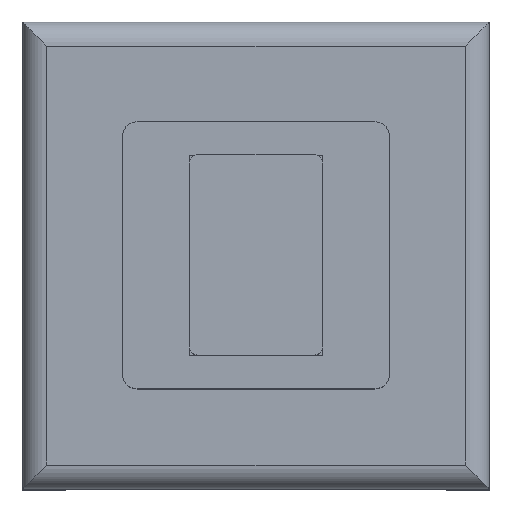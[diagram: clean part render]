
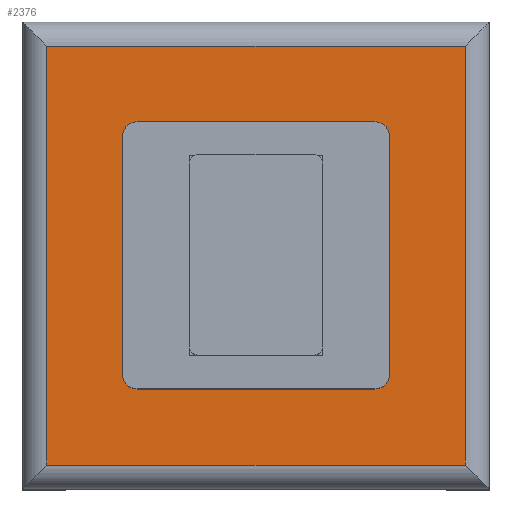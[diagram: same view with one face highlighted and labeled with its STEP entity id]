
A CAD part, top view. The second image highlights one B-rep face of the part: STEP entity #2376.
In plain terms, the highlighted planar face has unit normal (0, 0, 1).
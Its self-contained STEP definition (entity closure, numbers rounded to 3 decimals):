
#34=CIRCLE('',#2494,0.217);
#35=CIRCLE('',#2495,0.217);
#36=CIRCLE('',#2496,0.217);
#37=CIRCLE('',#2497,0.217);
#314=ORIENTED_EDGE('',*,*,#703,.T.);
#315=ORIENTED_EDGE('',*,*,#704,.T.);
#316=ORIENTED_EDGE('',*,*,#705,.T.);
#317=ORIENTED_EDGE('',*,*,#706,.T.);
#318=ORIENTED_EDGE('',*,*,#707,.F.);
#319=ORIENTED_EDGE('',*,*,#708,.T.);
#320=ORIENTED_EDGE('',*,*,#709,.F.);
#321=ORIENTED_EDGE('',*,*,#710,.T.);
#322=ORIENTED_EDGE('',*,*,#711,.F.);
#323=ORIENTED_EDGE('',*,*,#712,.T.);
#324=ORIENTED_EDGE('',*,*,#713,.F.);
#325=ORIENTED_EDGE('',*,*,#714,.T.);
#703=EDGE_CURVE('',#906,#907,#1091,.T.);
#704=EDGE_CURVE('',#907,#908,#1092,.T.);
#705=EDGE_CURVE('',#908,#909,#1093,.T.);
#706=EDGE_CURVE('',#909,#906,#1094,.T.);
#707=EDGE_CURVE('',#910,#911,#1095,.T.);
#708=EDGE_CURVE('',#910,#912,#34,.F.);
#709=EDGE_CURVE('',#913,#912,#1096,.T.);
#710=EDGE_CURVE('',#913,#914,#35,.F.);
#711=EDGE_CURVE('',#915,#914,#1097,.T.);
#712=EDGE_CURVE('',#915,#916,#36,.F.);
#713=EDGE_CURVE('',#917,#916,#1098,.T.);
#714=EDGE_CURVE('',#917,#911,#37,.F.);
#906=VERTEX_POINT('',#3330);
#907=VERTEX_POINT('',#3331);
#908=VERTEX_POINT('',#3333);
#909=VERTEX_POINT('',#3335);
#910=VERTEX_POINT('',#3338);
#911=VERTEX_POINT('',#3339);
#912=VERTEX_POINT('',#3341);
#913=VERTEX_POINT('',#3343);
#914=VERTEX_POINT('',#3345);
#915=VERTEX_POINT('',#3347);
#916=VERTEX_POINT('',#3349);
#917=VERTEX_POINT('',#3351);
#1091=LINE('',#3329,#1291);
#1092=LINE('',#3332,#1292);
#1093=LINE('',#3334,#1293);
#1094=LINE('',#3336,#1294);
#1095=LINE('',#3337,#1295);
#1096=LINE('',#3342,#1296);
#1097=LINE('',#3346,#1297);
#1098=LINE('',#3350,#1298);
#1291=VECTOR('',#2813,1000.);
#1292=VECTOR('',#2814,1000.);
#1293=VECTOR('',#2815,1000.);
#1294=VECTOR('',#2816,1000.);
#1295=VECTOR('',#2817,1000.);
#1296=VECTOR('',#2820,1000.);
#1297=VECTOR('',#2823,1000.);
#1298=VECTOR('',#2826,1000.);
#1422=EDGE_LOOP('',(#314,#315,#316,#317));
#1423=EDGE_LOOP('',(#318,#319,#320,#321,#322,#323,#324,#325));
#1528=FACE_BOUND('',#1422,.T.);
#1529=FACE_BOUND('',#1423,.T.);
#1620=PLANE('',#2493);
#2376=ADVANCED_FACE('',(#1528,#1529),#1620,.T.);
#2493=AXIS2_PLACEMENT_3D('',#3328,#2811,#2812);
#2494=AXIS2_PLACEMENT_3D('',#3340,#2818,#2819);
#2495=AXIS2_PLACEMENT_3D('',#3344,#2821,#2822);
#2496=AXIS2_PLACEMENT_3D('',#3348,#2824,#2825);
#2497=AXIS2_PLACEMENT_3D('',#3352,#2827,#2828);
#2811=DIRECTION('',(0.,0.,1.));
#2812=DIRECTION('',(1.,0.,0.));
#2813=DIRECTION('',(0.,1.,0.));
#2814=DIRECTION('',(-1.,0.,0.));
#2815=DIRECTION('',(0.,-1.,0.));
#2816=DIRECTION('',(1.,0.,0.));
#2817=DIRECTION('',(-1.,0.,0.));
#2818=DIRECTION('',(0.,0.,1.));
#2819=DIRECTION('',(1.,0.,0.));
#2820=DIRECTION('',(0.,1.,0.));
#2821=DIRECTION('',(0.,0.,1.));
#2822=DIRECTION('',(1.,0.,0.));
#2823=DIRECTION('',(1.,0.,0.));
#2824=DIRECTION('',(0.,0.,1.));
#2825=DIRECTION('',(1.,0.,0.));
#2826=DIRECTION('',(0.,-1.,0.));
#2827=DIRECTION('',(0.,0.,1.));
#2828=DIRECTION('',(1.,0.,0.));
#3328=CARTESIAN_POINT('',(0.,0.,7.));
#3329=CARTESIAN_POINT('',(3.138,3.5,7.));
#3330=CARTESIAN_POINT('',(3.138,-3.138,7.));
#3331=CARTESIAN_POINT('',(3.138,3.138,7.));
#3332=CARTESIAN_POINT('',(-3.5,3.138,7.));
#3333=CARTESIAN_POINT('',(-3.138,3.138,7.));
#3334=CARTESIAN_POINT('',(-3.138,-3.5,7.));
#3335=CARTESIAN_POINT('',(-3.138,-3.138,7.));
#3336=CARTESIAN_POINT('',(3.5,-3.138,7.));
#3337=CARTESIAN_POINT('',(2.,2.,7.));
#3338=CARTESIAN_POINT('',(1.783,2.,7.));
#3339=CARTESIAN_POINT('',(-1.783,2.,7.));
#3340=CARTESIAN_POINT('',(1.783,1.783,7.));
#3341=CARTESIAN_POINT('',(2.,1.783,7.));
#3342=CARTESIAN_POINT('',(2.,-2.,7.));
#3343=CARTESIAN_POINT('',(2.,-1.783,7.));
#3344=CARTESIAN_POINT('',(1.783,-1.783,7.));
#3345=CARTESIAN_POINT('',(1.783,-2.,7.));
#3346=CARTESIAN_POINT('',(-2.,-2.,7.));
#3347=CARTESIAN_POINT('',(-1.783,-2.,7.));
#3348=CARTESIAN_POINT('',(-1.783,-1.783,7.));
#3349=CARTESIAN_POINT('',(-2.,-1.783,7.));
#3350=CARTESIAN_POINT('',(-2.,2.,7.));
#3351=CARTESIAN_POINT('',(-2.,1.783,7.));
#3352=CARTESIAN_POINT('',(-1.783,1.783,7.));
